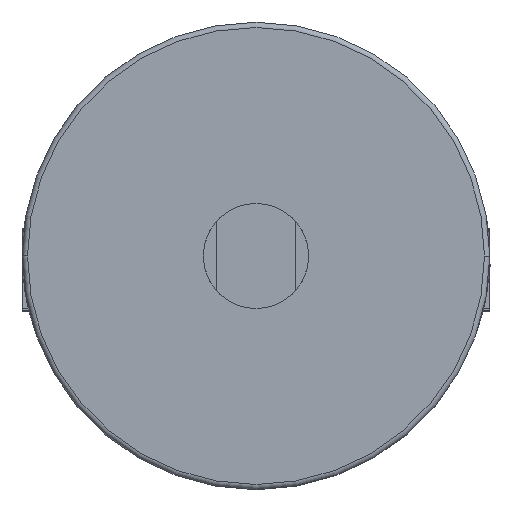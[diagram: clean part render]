
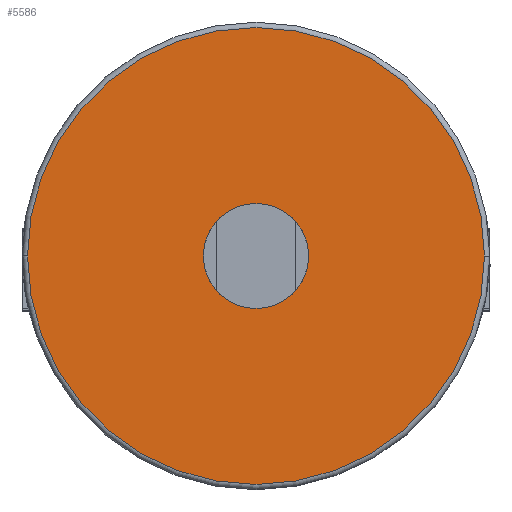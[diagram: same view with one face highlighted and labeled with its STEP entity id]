
A CAD part, left-side view. The second image highlights one B-rep face of the part: STEP entity #5586.
In plain terms, the highlighted planar face has unit normal (-1, 0, 0).
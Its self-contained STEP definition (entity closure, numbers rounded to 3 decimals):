
#300 = ORIENTED_EDGE ( 'NONE', *, *, #6526, .T. ) ;
#468 = FACE_BOUND ( 'NONE', #1818, .T. ) ;
#1524 = CARTESIAN_POINT ( 'NONE',  ( -265., 0., 0. ) ) ;
#1818 = EDGE_LOOP ( 'NONE', ( #3315, #15928 ) ) ;
#2107 = DIRECTION ( 'NONE',  ( -1., 0., 0. ) ) ;
#2746 = CIRCLE ( 'NONE', #13265, 10. ) ;
#2786 = DIRECTION ( 'NONE',  ( 0., 0., 1. ) ) ;
#2877 = VERTEX_POINT ( 'NONE', #13588 ) ;
#3165 = AXIS2_PLACEMENT_3D ( 'NONE', #11239, #3851, #12456 ) ;
#3315 = ORIENTED_EDGE ( 'NONE', *, *, #12495, .F. ) ;
#3851 = DIRECTION ( 'NONE',  ( -1., 0., 0. ) ) ;
#5586 = ADVANCED_FACE ( 'NONE', ( #6648, #468 ), #9032, .T. ) ;
#5739 = EDGE_CURVE ( 'NONE', #9796, #2877, #15285, .T. ) ;
#6526 = EDGE_CURVE ( 'NONE', #2877, #9796, #14502, .T. ) ;
#6648 = FACE_OUTER_BOUND ( 'NONE', #9712, .T. ) ;
#6654 = DIRECTION ( 'NONE',  ( -1., 0., 0. ) ) ;
#6809 = VERTEX_POINT ( 'NONE', #9192 ) ;
#7090 = DIRECTION ( 'NONE',  ( -1., 0., 0. ) ) ;
#8041 = EDGE_CURVE ( 'NONE', #13338, #6809, #14683, .T. ) ;
#8049 = CARTESIAN_POINT ( 'NONE',  ( -265., 0., 10. ) ) ;
#9032 = PLANE ( 'NONE',  #9934 ) ;
#9192 = CARTESIAN_POINT ( 'NONE',  ( -265., 0., -10. ) ) ;
#9498 = CARTESIAN_POINT ( 'NONE',  ( -265., 0., 0. ) ) ;
#9712 = EDGE_LOOP ( 'NONE', ( #9858, #300 ) ) ;
#9796 = VERTEX_POINT ( 'NONE', #13689 ) ;
#9858 = ORIENTED_EDGE ( 'NONE', *, *, #5739, .T. ) ;
#9934 = AXIS2_PLACEMENT_3D ( 'NONE', #10321, #6654, #15239 ) ;
#10166 = DIRECTION ( 'NONE',  ( -1., 0., 0. ) ) ;
#10170 = AXIS2_PLACEMENT_3D ( 'NONE', #14441, #7090, #15668 ) ;
#10321 = CARTESIAN_POINT ( 'NONE',  ( -265., 44.5, 0. ) ) ;
#10741 = DIRECTION ( 'NONE',  ( 0., -1., 0. ) ) ;
#11239 = CARTESIAN_POINT ( 'NONE',  ( -265., 0., 0. ) ) ;
#12456 = DIRECTION ( 'NONE',  ( 0., 0., 1. ) ) ;
#12495 = EDGE_CURVE ( 'NONE', #6809, #13338, #2746, .T. ) ;
#13265 = AXIS2_PLACEMENT_3D ( 'NONE', #1524, #10166, #2786 ) ;
#13338 = VERTEX_POINT ( 'NONE', #8049 ) ;
#13588 = CARTESIAN_POINT ( 'NONE',  ( -265., 43.5, 0. ) ) ;
#13689 = CARTESIAN_POINT ( 'NONE',  ( -265., -43.5, 0. ) ) ;
#14063 = AXIS2_PLACEMENT_3D ( 'NONE', #9498, #2107, #10741 ) ;
#14441 = CARTESIAN_POINT ( 'NONE',  ( -265., 0., 0. ) ) ;
#14502 = CIRCLE ( 'NONE', #10170, 43.5 ) ;
#14683 = CIRCLE ( 'NONE', #3165, 10. ) ;
#15239 = DIRECTION ( 'NONE',  ( 0., -1., 0. ) ) ;
#15285 = CIRCLE ( 'NONE', #14063, 43.5 ) ;
#15668 = DIRECTION ( 'NONE',  ( 0., -1., 0. ) ) ;
#15928 = ORIENTED_EDGE ( 'NONE', *, *, #8041, .F. ) ;
